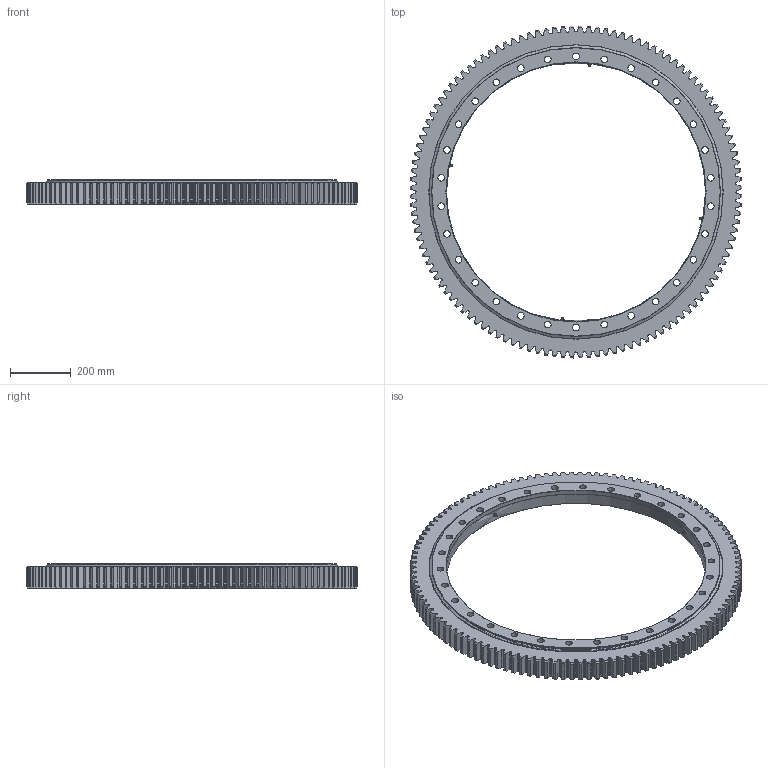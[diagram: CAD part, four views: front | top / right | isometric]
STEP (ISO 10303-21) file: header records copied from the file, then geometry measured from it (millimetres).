
FILE_DESCRIPTION (( 'STEP AP214' ), '1' );
FILE_NAME ('E.1100.25.00.B.STEP', '2020-05-12T13:28:00', ( '' ), ( '' ), 'SwSTEP 2.0', 'SolidWorks 2016', '' );
FILE_SCHEMA (( 'AUTOMOTIVE_DESIGN' ));
Length unit declared in the file: millimetre
Products named in the file (7): Grease nipple M10x1mm; C.1096.B25B.A3N.1 - IR; Ball D25; C.1096.B25B.A3N.1 - IR Seal; C.1096.B25B.A3N.1 - OR Seal; C.1096.B25B.A3N.1 - OR; E.1100.25.00.B
Assembly tree (111 placements, depth 2):
  E.1100.25.00.B
    C.1096.B25B.A3N.1 - IR
    C.1096.B25B.A3N.1 - OR
    Ball D25  x103
    C.1096.B25B.A3N.1 - IR Seal
    C.1096.B25B.A3N.1 - OR Seal
    Grease nipple M10x1mm  x4
Bounding box: 1095.82 x 1095.82 x 80 mm (x, y, z)
Volume: 19750012.3 mm3; surface area: 2392421.8 mm2
Topology: 111 solids, 111 shells, 1447 faces, 4152 edges, 2733 vertices
Faces by surface type: bspline 600, cone 340, cylinder 209, plane 176, sphere 103, torus 19
Full cylindrical faces by diameter (mm): 3 x4, 5 x4, 9 x4, 10 x4, 17.5 x30, 22 x30, 855 x1, 857 x1, 940 x2, 951 x1, 954 x4, 955 x1, 957 x1, 968 x2
Entity records: 47330 total; most frequent: CARTESIAN_POINT 18312, ORIENTED_EDGE 6988, DIRECTION 3770, EDGE_CURVE 3494, VERTEX_POINT 2388, B_SPLINE_CURVE_WITH_KNOTS 1964, EDGE_LOOP 1488, AXIS2_PLACEMENT_3D 1462
